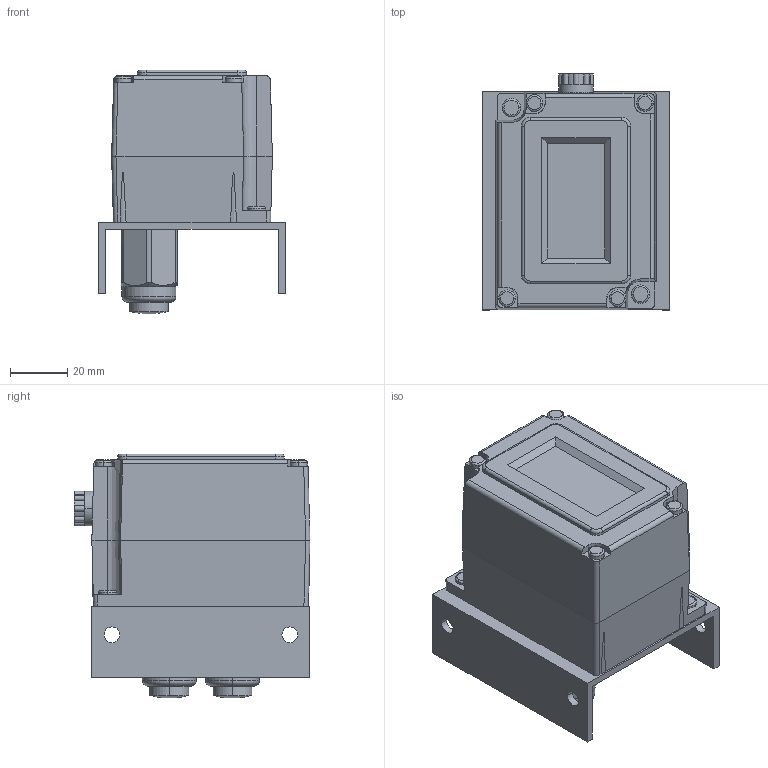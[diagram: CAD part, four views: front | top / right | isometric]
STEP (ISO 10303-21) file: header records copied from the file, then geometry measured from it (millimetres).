
FILE_DESCRIPTION((''),'2;1');
FILE_NAME('DB010496_DAD15_DUMMY_3D-MODELL','2022-02-23T15:01:27',('pfolte'),(''),'CREO PARAMETRIC BY PTC INC, 2019292','CREO PARAMETRIC BY PTC INC, 2019292','');
FILE_SCHEMA(('CONFIG_CONTROL_DESIGN','SHAPE_APPEARANCE_LAYERS_GROUPS'));
Length unit declared in the file: millimetre
Products named in the file (1): DB010496_DAD15_DUMMY_3D-MODELL
Bounding box: 65 x 82.2 x 85 mm (x, y, z)
Volume: 243377.7 mm3; surface area: 35609.5 mm2
Topology: 1 solids, 1 shells, 214 faces, 544 edges, 344 vertices
Faces by surface type: plane 92, cylinder 82, torus 20, cone 16, sphere 4
Entity records: 10016 total; most frequent: CARTESIAN_POINT 1440, DIRECTION 1130, ORIENTED_EDGE 1080, PRESENTATION_STYLE_ASSIGNMENT 679, STYLED_ITEM 547, CURVE_STYLE 540, EDGE_CURVE 540, AXIS2_PLACEMENT_3D 430
